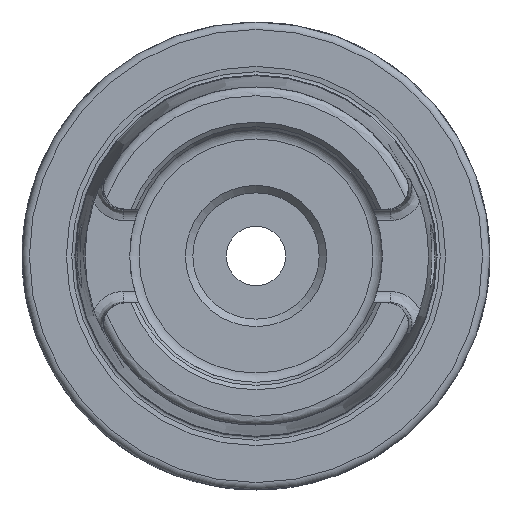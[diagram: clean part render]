
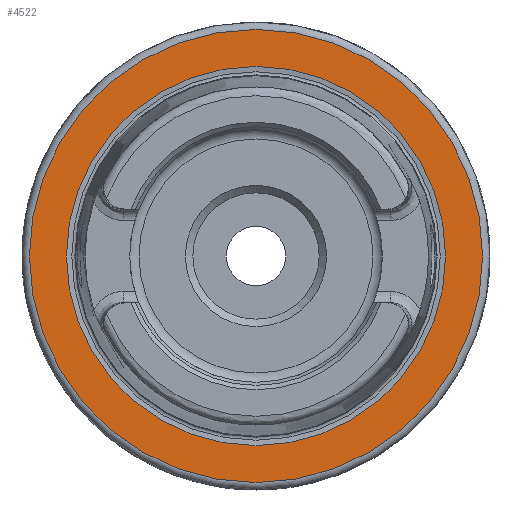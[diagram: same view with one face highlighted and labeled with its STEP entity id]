
A CAD part, left-side view. The second image highlights one B-rep face of the part: STEP entity #4522.
In plain terms, the highlighted planar face has unit normal (-1, 0, 0).
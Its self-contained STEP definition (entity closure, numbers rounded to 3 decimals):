
#71=FACE_BOUND('',#705,.T.);
#202=PLANE('',#4920);
#437=FACE_OUTER_BOUND('',#704,.T.);
#704=EDGE_LOOP('',(#3990));
#705=EDGE_LOOP('',(#3991));
#886=CIRCLE('',#4919,25.521);
#887=CIRCLE('',#4921,30.5);
#2039=VERTEX_POINT('',#17461);
#2040=VERTEX_POINT('',#17465);
#2700=EDGE_CURVE('',#2039,#2039,#886,.T.);
#2701=EDGE_CURVE('',#2040,#2040,#887,.T.);
#3990=ORIENTED_EDGE('',*,*,#2701,.F.);
#3991=ORIENTED_EDGE('',*,*,#2700,.T.);
#4522=ADVANCED_FACE('',(#437,#71),#202,.T.);
#4919=AXIS2_PLACEMENT_3D('',#17463,#5838,#5839);
#4920=AXIS2_PLACEMENT_3D('',#17464,#5840,#5841);
#4921=AXIS2_PLACEMENT_3D('',#17466,#5842,#5843);
#5838=DIRECTION('center_axis',(1.,0.,0.));
#5839=DIRECTION('ref_axis',(0.,0.,-1.));
#5840=DIRECTION('center_axis',(-1.,0.,0.));
#5841=DIRECTION('ref_axis',(0.,0.,1.));
#5842=DIRECTION('center_axis',(1.,0.,0.));
#5843=DIRECTION('ref_axis',(0.,0.,-1.));
#17461=CARTESIAN_POINT('',(0.,-25.521,0.));
#17463=CARTESIAN_POINT('Origin',(0.,0.,
0.));
#17464=CARTESIAN_POINT('Origin',(0.,30.5,0.));
#17465=CARTESIAN_POINT('',(0.,0.,
30.5));
#17466=CARTESIAN_POINT('Origin',(0.,0.,
0.));
